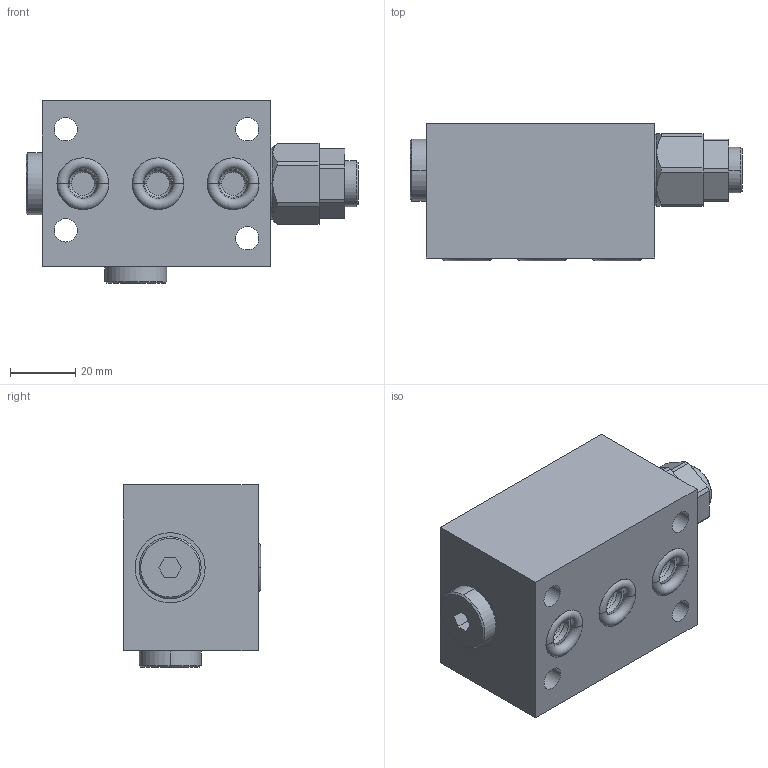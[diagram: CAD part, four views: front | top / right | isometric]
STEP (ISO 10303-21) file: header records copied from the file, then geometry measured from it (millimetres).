
FILE_DESCRIPTION((''),'2;1');
FILE_NAME('ILCMV47033171','2014-09-22T',('dg'),(''),'PRO/ENGINEER BY PARAMETRIC TECHNOLOGY CORPORATION, 2013320','PRO/ENGINEER BY PARAMETRIC TECHNOLOGY CORPORATION, 2013320','');
FILE_SCHEMA(('CONFIG_CONTROL_DESIGN'));
Length unit declared in the file: millimetre
Products named in the file (1): ILCMV47033171
Bounding box: 101.67 x 42.07 x 55.85 mm (x, y, z)
Volume: 142655.9 mm3; surface area: 27910.8 mm2
Topology: 1 solids, 7 shells, 168 faces, 378 edges, 235 vertices
Faces by surface type: cylinder 64, plane 62, cone 28, torus 14
Entity records: 4760 total; most frequent: DIRECTION 876, CARTESIAN_POINT 837, ORIENTED_EDGE 744, EDGE_CURVE 372, AXIS2_PLACEMENT_3D 344, VERTEX_POINT 235, EDGE_LOOP 199, VECTOR 188
